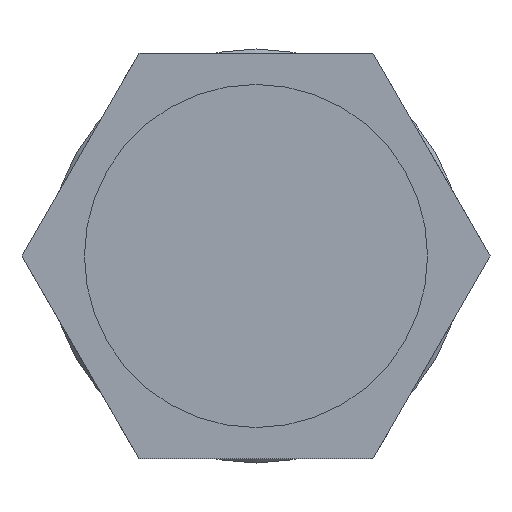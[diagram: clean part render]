
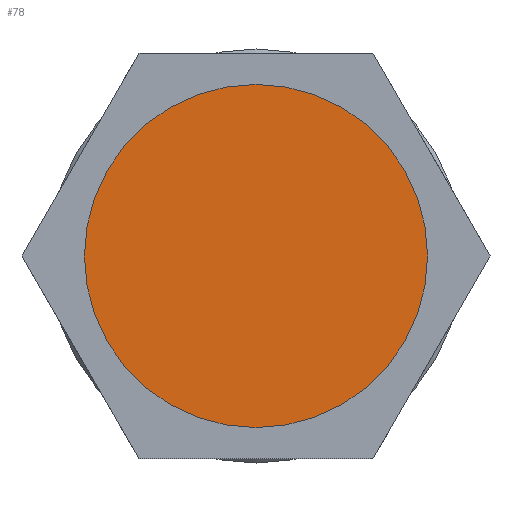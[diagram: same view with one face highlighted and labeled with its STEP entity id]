
A CAD part, front view. The second image highlights one B-rep face of the part: STEP entity #78.
In plain terms, the highlighted planar face has unit normal (0, -1, 0).
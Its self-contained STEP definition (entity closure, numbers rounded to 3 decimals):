
#78 = ADVANCED_FACE( '', ( #166 ), #167, .T. );
#166 = FACE_OUTER_BOUND( '', #253, .T. );
#167 = PLANE( '', #254 );
#253 = EDGE_LOOP( '', ( #386 ) );
#254 = AXIS2_PLACEMENT_3D( '', #387, #388, #389 );
#386 = ORIENTED_EDGE( '', *, *, #473, .T. );
#387 = CARTESIAN_POINT( '', ( 0., 34., 0. ) );
#388 = DIRECTION( '', ( 0., -1., 0. ) );
#389 = DIRECTION( '', ( 0., 0., -1. ) );
#473 = EDGE_CURVE( '', #552, #552, #553, .T. );
#552 = VERTEX_POINT( '', #733 );
#553 = CIRCLE( '', #734, 19.5 );
#733 = CARTESIAN_POINT( '', ( 0., 34., -19.5 ) );
#734 = AXIS2_PLACEMENT_3D( '', #792, #793, #794 );
#792 = CARTESIAN_POINT( '', ( 0., 34., 0. ) );
#793 = DIRECTION( '', ( 0., -1., 0. ) );
#794 = DIRECTION( '', ( 0., 0., -1. ) );
